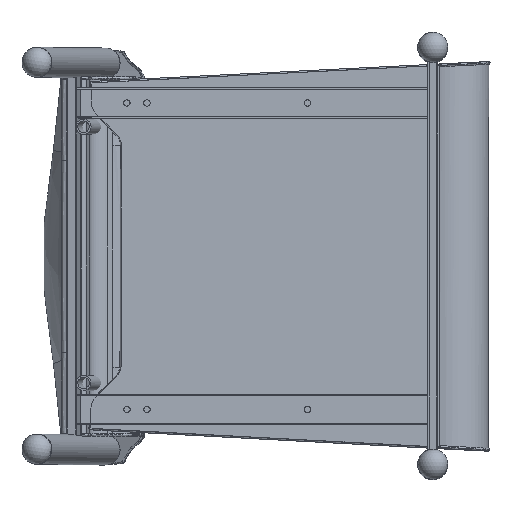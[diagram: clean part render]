
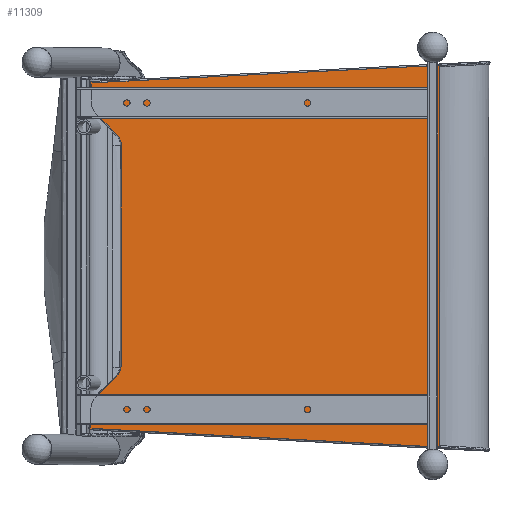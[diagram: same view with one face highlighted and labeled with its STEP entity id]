
A CAD part, top view. The second image highlights one B-rep face of the part: STEP entity #11309.
In plain terms, the highlighted face is planar.
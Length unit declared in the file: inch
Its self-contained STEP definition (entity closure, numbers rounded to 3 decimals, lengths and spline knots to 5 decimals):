
#10439=CARTESIAN_POINT('',(9.2003,-2.41996,17.33797));
#10440=VERTEX_POINT('',#10439);
#10441=CARTESIAN_POINT('',(8.98108,-2.40591,16.80764));
#10442=VERTEX_POINT('',#10441);
#10443=CARTESIAN_POINT('',(8.45184,-2.37197,17.33797));
#10444=DIRECTION('',(0.064,0.998,0.));
#10445=DIRECTION('',(0.922,-0.059,-0.383));
#10446=AXIS2_PLACEMENT_3D('',#10443,#10444,#10445);
#10447=CIRCLE('',#10446,0.75);
#10448=EDGE_CURVE('',#10440,#10442,#10447,.T.);
#10933=CARTESIAN_POINT('',(7.92259,-2.33804,15.74698));
#10934=VERTEX_POINT('',#10933);
#10935=CARTESIAN_POINT('',(7.70337,-2.32398,15.21665));
#10936=VERTEX_POINT('',#10935);
#10937=CARTESIAN_POINT('',(8.45184,-2.37197,15.21665));
#10938=DIRECTION('',(-0.064,-0.998,0.));
#10939=DIRECTION('',(-0.922,0.059,0.383));
#10940=AXIS2_PLACEMENT_3D('',#10937,#10938,#10939);
#10941=CIRCLE('',#10940,0.75);
#10942=EDGE_CURVE('',#10934,#10936,#10941,.T.);
#10965=CARTESIAN_POINT('',(7.70337,-2.32398,4.28335));
#10966=VERTEX_POINT('',#10965);
#10967=CARTESIAN_POINT('',(7.92259,-2.33804,3.75302));
#10968=VERTEX_POINT('',#10967);
#10969=CARTESIAN_POINT('',(8.45184,-2.37197,4.28335));
#10970=DIRECTION('',(-0.064,-0.998,0.));
#10971=DIRECTION('',(-0.922,0.059,-0.383));
#10972=AXIS2_PLACEMENT_3D('',#10969,#10970,#10971);
#10973=CIRCLE('',#10972,0.75);
#10974=EDGE_CURVE('',#10966,#10968,#10973,.T.);
#10997=CARTESIAN_POINT('',(8.98108,-2.40591,2.69236));
#10998=VERTEX_POINT('',#10997);
#10999=CARTESIAN_POINT('',(9.2003,-2.41996,2.16203));
#11000=VERTEX_POINT('',#10999);
#11001=CARTESIAN_POINT('',(8.45184,-2.37197,2.16203));
#11002=DIRECTION('',(0.064,0.998,0.));
#11003=DIRECTION('',(0.922,-0.059,0.383));
#11004=AXIS2_PLACEMENT_3D('',#11001,#11002,#11003);
#11005=CIRCLE('',#11004,0.75);
#11006=EDGE_CURVE('',#10998,#11000,#11005,.T.);
#11173=CARTESIAN_POINT('',(9.2003,-2.41996,1.22269));
#11174=VERTEX_POINT('',#11173);
#11175=CARTESIAN_POINT('',(9.2003,-2.41996,1.22269));
#11176=DIRECTION('',(0.0,0.0,1.0));
#11177=VECTOR('',#11176,0.93934);
#11178=LINE('',#11175,#11177);
#11179=EDGE_CURVE('',#11174,#11000,#11178,.T.);
#11201=CARTESIAN_POINT('',(8.98108,-2.40591,2.69236));
#11202=DIRECTION('',(-0.706,0.045,0.707));
#11203=VECTOR('',#11202,1.5);
#11204=LINE('',#11201,#11203);
#11205=EDGE_CURVE('',#10998,#10968,#11204,.T.);
#11216=CARTESIAN_POINT('',(7.70337,-2.32398,4.28335));
#11217=DIRECTION('',(0.0,0.0,1.0));
#11218=VECTOR('',#11217,10.93329);
#11219=LINE('',#11216,#11218);
#11220=EDGE_CURVE('',#10966,#10936,#11219,.T.);
#11233=CARTESIAN_POINT('',(7.92259,-2.33804,15.74698));
#11234=DIRECTION('',(0.706,-0.045,0.707));
#11235=VECTOR('',#11234,1.5);
#11236=LINE('',#11233,#11235);
#11237=EDGE_CURVE('',#10934,#10442,#11236,.T.);
#11246=CARTESIAN_POINT('',(9.2003,-2.41996,0.0));
#11247=DIRECTION('',(-0.064,-0.998,0.0));
#11248=DIRECTION('',(0.0,0.0,-1.0));
#11249=AXIS2_PLACEMENT_3D('',#11246,#11247,#11248);
#11250=PLANE('',#11249);
#11251=ORIENTED_EDGE('',*,*,#10448,.F.);
#11252=CARTESIAN_POINT('',(9.2003,-2.41996,18.27731));
#11253=VERTEX_POINT('',#11252);
#11254=CARTESIAN_POINT('',(9.2003,-2.41996,17.33797));
#11255=DIRECTION('',(0.0,0.0,1.0));
#11256=VECTOR('',#11255,0.93934);
#11257=LINE('',#11254,#11256);
#11258=EDGE_CURVE('',#10440,#11253,#11257,.T.);
#11259=ORIENTED_EDGE('',*,*,#11258,.T.);
#11260=CARTESIAN_POINT('',(9.13203,-2.41559,18.34935));
#11261=VERTEX_POINT('',#11260);
#11262=CARTESIAN_POINT('',(9.2003,-2.41996,18.34581));
#11263=DIRECTION('',(0.064,0.998,0.0));
#11264=DIRECTION('',(-0.998,0.064,0.0));
#11265=AXIS2_PLACEMENT_3D('',#11262,#11263,#11264);
#11266=CIRCLE('',#11265,0.0685);
#11267=EDGE_CURVE('',#11261,#11253,#11266,.T.);
#11268=ORIENTED_EDGE('',*,*,#11267,.F.);
#11269=CARTESIAN_POINT('',(-8.12755,-1.30893,19.24576));
#11270=VERTEX_POINT('',#11269);
#11271=CARTESIAN_POINT('',(9.13203,-2.41559,18.34935));
#11272=DIRECTION('',(-0.997,0.064,0.052));
#11273=VECTOR('',#11272,17.31824);
#11274=LINE('',#11271,#11273);
#11275=EDGE_CURVE('',#11261,#11270,#11274,.T.);
#11276=ORIENTED_EDGE('',*,*,#11275,.T.);
#11277=CARTESIAN_POINT('',(-8.12755,-1.30893,0.25424));
#11278=VERTEX_POINT('',#11277);
#11279=CARTESIAN_POINT('',(-8.12755,-1.30893,0.25424));
#11280=DIRECTION('',(0.0,0.0,1.0));
#11281=VECTOR('',#11280,18.99151);
#11282=LINE('',#11279,#11281);
#11283=EDGE_CURVE('',#11278,#11270,#11282,.T.);
#11284=ORIENTED_EDGE('',*,*,#11283,.F.);
#11285=CARTESIAN_POINT('',(9.13203,-2.41559,1.15065));
#11286=VERTEX_POINT('',#11285);
#11287=CARTESIAN_POINT('',(-8.12755,-1.30893,0.25424));
#11288=DIRECTION('',(0.997,-0.064,0.052));
#11289=VECTOR('',#11288,17.31824);
#11290=LINE('',#11287,#11289);
#11291=EDGE_CURVE('',#11278,#11286,#11290,.T.);
#11292=ORIENTED_EDGE('',*,*,#11291,.T.);
#11293=CARTESIAN_POINT('',(9.2003,-2.41996,1.15419));
#11294=DIRECTION('',(0.064,0.998,0.0));
#11295=DIRECTION('',(-0.998,0.064,0.0));
#11296=AXIS2_PLACEMENT_3D('',#11293,#11294,#11295);
#11297=CIRCLE('',#11296,0.0685);
#11298=EDGE_CURVE('',#11174,#11286,#11297,.T.);
#11299=ORIENTED_EDGE('',*,*,#11298,.F.);
#11300=ORIENTED_EDGE('',*,*,#11179,.T.);
#11301=ORIENTED_EDGE('',*,*,#11006,.F.);
#11302=ORIENTED_EDGE('',*,*,#11205,.T.);
#11303=ORIENTED_EDGE('',*,*,#10974,.F.);
#11304=ORIENTED_EDGE('',*,*,#11220,.T.);
#11305=ORIENTED_EDGE('',*,*,#10942,.F.);
#11306=ORIENTED_EDGE('',*,*,#11237,.T.);
#11307=EDGE_LOOP('',(#11251,#11259,#11268,#11276,#11284,#11292,#11299,#11300,#11301,#11302,#11303,#11304,#11305,#11306));
#11308=FACE_OUTER_BOUND('',#11307,.T.);
#11309=ADVANCED_FACE('',(#11308),#11250,.T.);
